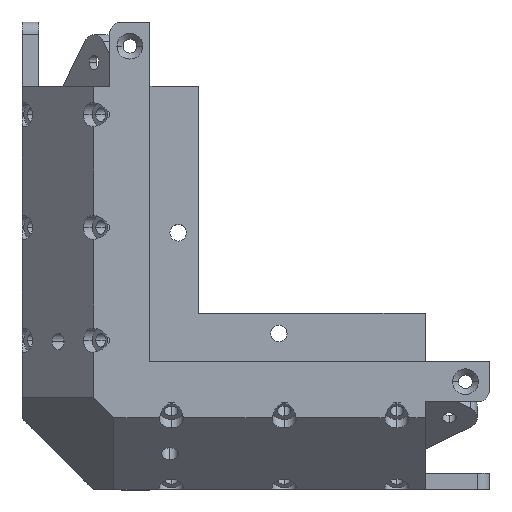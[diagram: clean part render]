
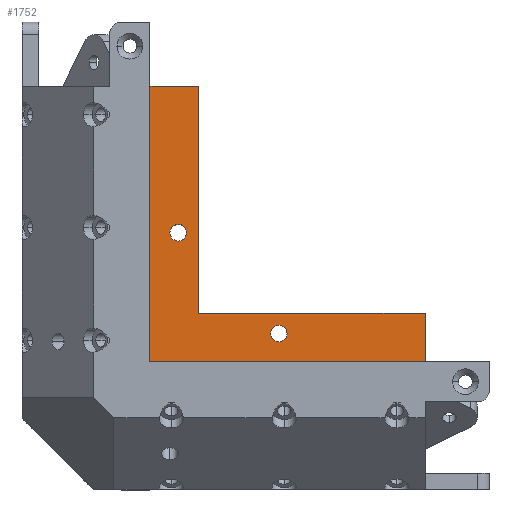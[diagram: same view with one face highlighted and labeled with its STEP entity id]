
A CAD part, top view. The second image highlights one B-rep face of the part: STEP entity #1752.
In plain terms, the highlighted planar face has unit normal (0, 0, 1).
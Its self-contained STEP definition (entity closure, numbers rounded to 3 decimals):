
#135 = DIRECTION ( 'NONE',  ( 0., 0., 1. ) ) ;
#199 = VERTEX_POINT ( 'NONE', #14488 ) ;
#274 = CIRCLE ( 'NONE', #5692, 2.05 ) ;
#411 = CARTESIAN_POINT ( 'NONE',  ( 61.628, 38.68, -4. ) ) ;
#711 = CIRCLE ( 'NONE', #2273, 2.05 ) ;
#1047 = CARTESIAN_POINT ( 'NONE',  ( 43.678, 419.409, -4. ) ) ;
#1189 = LINE ( 'NONE', #3845, #15837 ) ;
#1406 = DIRECTION ( 'NONE',  ( 1., 0., 0. ) ) ;
#1498 = EDGE_CURVE ( 'NONE', #14500, #9325, #10206, .T. ) ;
#1640 = LINE ( 'NONE', #6637, #7545 ) ;
#1735 = ORIENTED_EDGE ( 'NONE', *, *, #10546, .T. ) ;
#1752 = ADVANCED_FACE ( 'NONE', ( #6440, #2742, #10274 ), #10116, .T. ) ;
#1937 = VERTEX_POINT ( 'NONE', #4510 ) ;
#1999 = CARTESIAN_POINT ( 'NONE',  ( 65.728, 38.68, -4. ) ) ;
#2168 = DIRECTION ( 'NONE',  ( 0., 0., 1. ) ) ;
#2273 = AXIS2_PLACEMENT_3D ( 'NONE', #5794, #2168, #13123 ) ;
#2342 = DIRECTION ( 'NONE',  ( 0., 0., 1. ) ) ;
#2369 = ORIENTED_EDGE ( 'NONE', *, *, #13069, .F. ) ;
#2422 = DIRECTION ( 'NONE',  ( 1., 0., 0. ) ) ;
#2548 = VERTEX_POINT ( 'NONE', #11919 ) ;
#2742 = FACE_BOUND ( 'NONE', #10088, .T. ) ;
#2855 = AXIS2_PLACEMENT_3D ( 'NONE', #15815, #2342, #14515 ) ;
#3141 = VERTEX_POINT ( 'NONE', #11159 ) ;
#3215 = AXIS2_PLACEMENT_3D ( 'NONE', #6033, #135, #12135 ) ;
#3472 = DIRECTION ( 'NONE',  ( 0., 0., 1. ) ) ;
#3638 = VERTEX_POINT ( 'NONE', #13483 ) ;
#3845 = CARTESIAN_POINT ( 'NONE',  ( 31.678, 419.409, -4. ) ) ;
#4510 = CARTESIAN_POINT ( 'NONE',  ( 31.678, 31.678, -4. ) ) ;
#5109 = CARTESIAN_POINT ( 'NONE',  ( 100., 43.68, -4. ) ) ;
#5166 = ORIENTED_EDGE ( 'NONE', *, *, #11726, .F. ) ;
#5239 = DIRECTION ( 'NONE',  ( 0., 0., 1. ) ) ;
#5692 = AXIS2_PLACEMENT_3D ( 'NONE', #14601, #3472, #2422 ) ;
#5794 = CARTESIAN_POINT ( 'NONE',  ( 38.678, 63.68, -4. ) ) ;
#6033 = CARTESIAN_POINT ( 'NONE',  ( 63.678, 38.68, -4. ) ) ;
#6058 = LINE ( 'NONE', #1047, #10873 ) ;
#6268 = DIRECTION ( 'NONE',  ( 0., -1., 0. ) ) ;
#6298 = EDGE_CURVE ( 'NONE', #3638, #15282, #11053, .T. ) ;
#6426 = ORIENTED_EDGE ( 'NONE', *, *, #1498, .F. ) ;
#6440 = FACE_BOUND ( 'NONE', #8196, .T. ) ;
#6538 = CARTESIAN_POINT ( 'NONE',  ( 40.728, 63.68, -4. ) ) ;
#6637 = CARTESIAN_POINT ( 'NONE',  ( 43.678, 100., -4. ) ) ;
#6909 = EDGE_CURVE ( 'NONE', #2548, #8679, #711, .T. ) ;
#6988 = VECTOR ( 'NONE', #1406, 1000. ) ;
#7069 = CARTESIAN_POINT ( 'NONE',  ( 43.68, 43.68, -4. ) ) ;
#7545 = VECTOR ( 'NONE', #15116, 1000. ) ;
#7666 = CARTESIAN_POINT ( 'NONE',  ( 43.678, 419.409, -4. ) ) ;
#7828 = ORIENTED_EDGE ( 'NONE', *, *, #11777, .F. ) ;
#7929 = VECTOR ( 'NONE', #12205, 1000. ) ;
#8196 = EDGE_LOOP ( 'NONE', ( #7828, #13651 ) ) ;
#8281 = CIRCLE ( 'NONE', #2855, 2.05 ) ;
#8679 = VERTEX_POINT ( 'NONE', #6538 ) ;
#8807 = DIRECTION ( 'NONE',  ( 1., 0., 0. ) ) ;
#9325 = VERTEX_POINT ( 'NONE', #1999 ) ;
#9887 = EDGE_CURVE ( 'NONE', #1937, #14807, #11451, .T. ) ;
#10088 = EDGE_LOOP ( 'NONE', ( #5166, #6426 ) ) ;
#10116 = PLANE ( 'NONE',  #11737 ) ;
#10206 = CIRCLE ( 'NONE', #3215, 2.05 ) ;
#10274 = FACE_OUTER_BOUND ( 'NONE', #10916, .T. ) ;
#10546 = EDGE_CURVE ( 'NONE', #3141, #1937, #1189, .T. ) ;
#10787 = EDGE_CURVE ( 'NONE', #14807, #15282, #15539, .T. ) ;
#10873 = VECTOR ( 'NONE', #10930, 1000. ) ;
#10916 = EDGE_LOOP ( 'NONE', ( #2369, #1735, #14032, #12649, #14053, #12281 ) ) ;
#10930 = DIRECTION ( 'NONE',  ( 0., -1., 0. ) ) ;
#11053 = LINE ( 'NONE', #7069, #7929 ) ;
#11159 = CARTESIAN_POINT ( 'NONE',  ( 31.678, 100., -4. ) ) ;
#11451 = LINE ( 'NONE', #13738, #6988 ) ;
#11726 = EDGE_CURVE ( 'NONE', #9325, #14500, #8281, .T. ) ;
#11737 = AXIS2_PLACEMENT_3D ( 'NONE', #7666, #5239, #8807 ) ;
#11777 = EDGE_CURVE ( 'NONE', #8679, #2548, #274, .T. ) ;
#11805 = EDGE_CURVE ( 'NONE', #199, #3638, #6058, .T. ) ;
#11873 = DIRECTION ( 'NONE',  ( 0., 1., 0. ) ) ;
#11919 = CARTESIAN_POINT ( 'NONE',  ( 36.628, 63.68, -4. ) ) ;
#12135 = DIRECTION ( 'NONE',  ( 1., 0., 0. ) ) ;
#12205 = DIRECTION ( 'NONE',  ( 1., 0., 0. ) ) ;
#12281 = ORIENTED_EDGE ( 'NONE', *, *, #11805, .F. ) ;
#12649 = ORIENTED_EDGE ( 'NONE', *, *, #10787, .T. ) ;
#13069 = EDGE_CURVE ( 'NONE', #3141, #199, #1640, .T. ) ;
#13108 = CARTESIAN_POINT ( 'NONE',  ( 100., 31.678, -4. ) ) ;
#13123 = DIRECTION ( 'NONE',  ( 1., 0., 0. ) ) ;
#13483 = CARTESIAN_POINT ( 'NONE',  ( 43.678, 43.68, -4. ) ) ;
#13651 = ORIENTED_EDGE ( 'NONE', *, *, #6909, .F. ) ;
#13738 = CARTESIAN_POINT ( 'NONE',  ( 43.68, 31.678, -4. ) ) ;
#14032 = ORIENTED_EDGE ( 'NONE', *, *, #9887, .T. ) ;
#14053 = ORIENTED_EDGE ( 'NONE', *, *, #6298, .F. ) ;
#14488 = CARTESIAN_POINT ( 'NONE',  ( 43.678, 100., -4. ) ) ;
#14500 = VERTEX_POINT ( 'NONE', #411 ) ;
#14515 = DIRECTION ( 'NONE',  ( 1., 0., 0. ) ) ;
#14601 = CARTESIAN_POINT ( 'NONE',  ( 38.678, 63.68, -4. ) ) ;
#14807 = VERTEX_POINT ( 'NONE', #15871 ) ;
#15116 = DIRECTION ( 'NONE',  ( 1., 0., 0. ) ) ;
#15282 = VERTEX_POINT ( 'NONE', #5109 ) ;
#15539 = LINE ( 'NONE', #13108, #15731 ) ;
#15731 = VECTOR ( 'NONE', #11873, 1000. ) ;
#15815 = CARTESIAN_POINT ( 'NONE',  ( 63.678, 38.68, -4. ) ) ;
#15837 = VECTOR ( 'NONE', #6268, 1000. ) ;
#15871 = CARTESIAN_POINT ( 'NONE',  ( 100., 31.678, -4. ) ) ;
